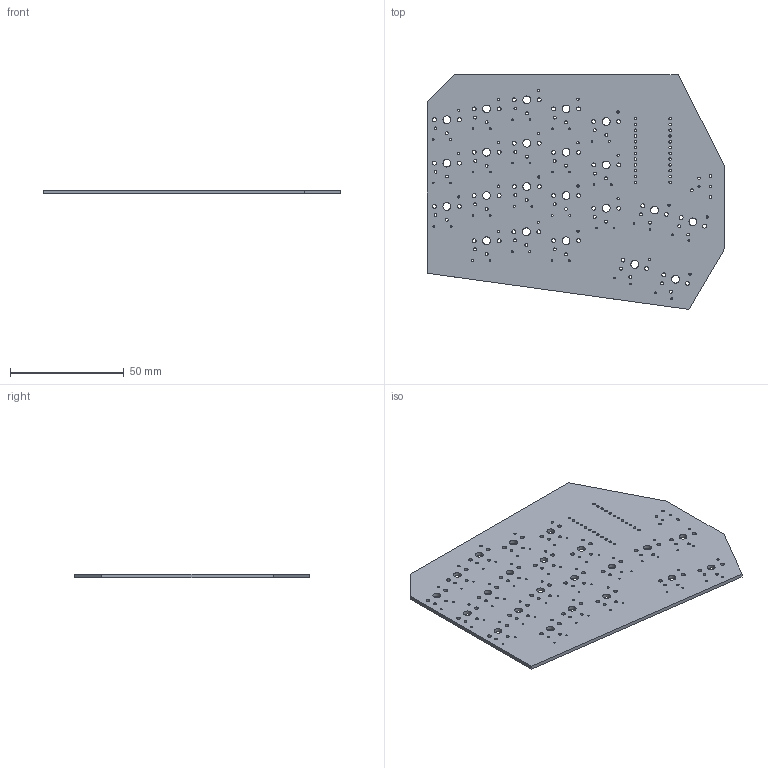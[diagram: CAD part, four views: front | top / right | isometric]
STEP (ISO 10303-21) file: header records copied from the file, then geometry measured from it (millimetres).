
FILE_DESCRIPTION(('KiCad electronic assembly'),'2;1');
FILE_NAME('40%ish.step','2022-10-11T11:10:08',('Pcbnew'),('Kicad'), 'Open CASCADE STEP processor 7.6','KiCad to STEP converter','Unknown' );
FILE_SCHEMA(('AUTOMOTIVE_DESIGN { 1 0 10303 214 1 1 1 1 }'));
Length unit declared in the file: millimetre
Products named in the file (2): 40%ish 1; 40%ish PCB
Assembly tree (1 placements, depth 2):
  40%ish 1
    40%ish PCB
Bounding box: 130.97 x 103.19 x 1.6 mm (x, y, z)
Volume: 18358.6 mm3; surface area: 25096.7 mm2
Topology: 1 solids, 1 shells, 221 faces, 657 edges, 438 vertices
Faces by surface type: cylinder 208, plane 13
Full cylindrical faces by diameter (mm): 0.75 x44, 0.991 x24, 1.092 x26, 1.27 x44, 1.702 x44, 3.429 x22
Entity records: 18327 total; most frequent: CARTESIAN_POINT 5128, DIRECTION 2417, ORIENTED_EDGE 1314, PCURVE 1314, DEFINITIONAL_REPRESENTATION 1314, LINE 1139, VECTOR 1139, EDGE_CURVE 657
